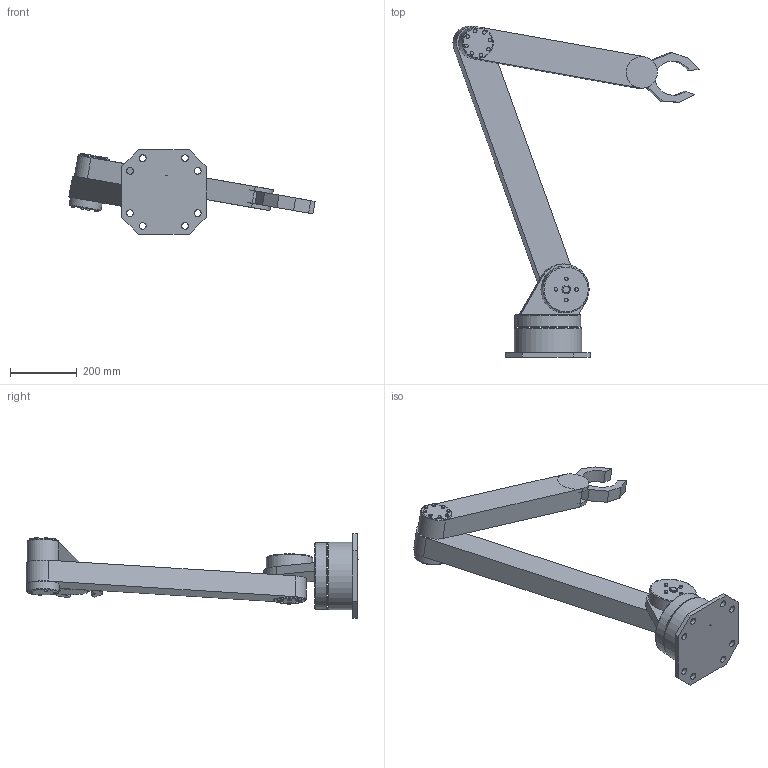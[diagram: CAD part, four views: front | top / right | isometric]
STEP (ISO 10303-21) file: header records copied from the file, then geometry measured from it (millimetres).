
FILE_DESCRIPTION((('zoo.dev export')), '2;1');
FILE_NAME('dump.step', '2025-02-14T15:12:37.212312191+00:00', ('Author unknown'), ('Organization unknown'), 'zoo.dev beta', 'zoo.dev', 'Authorization unknown');
FILE_SCHEMA(('AP203_CONFIGURATION_CONTROLLED_3D_DESIGN_OF_MECHANICAL_PARTS_AND_ASSEMBLIES_MIM_LF'));
Length unit declared in the file: metre
Products named in the file (6): UNIDENTIFIED_PRODUCT
Bounding box: 739.03 x 996.45 x 254 mm (x, y, z)
Volume: 14683294.5 mm3; surface area: 916735.7 mm2
Topology: 10 solids, 11 shells, 140 faces, 251 edges, 165 vertices
Faces by surface type: plane 81, cylinder 52, torus 7
Full cylindrical faces by diameter (mm): 5.08 x1, 10.16 x24, 15.24 x2, 20.32 x8, 25.4 x2, 93.98 x1, 94.776 x1, 95.25 x1, 96.52 x2, 139.7 x1, 198.12 x1, 203.2 x1
Entity records: 4615 total; most frequent: CARTESIAN_POINT 1804, DIRECTION 552, ORIENTED_EDGE 398, EDGE_CURVE 251, AXIS2_PLACEMENT_3D 250, EDGE_LOOP 240, FACE_BOUND 240, VERTEX_POINT 165
